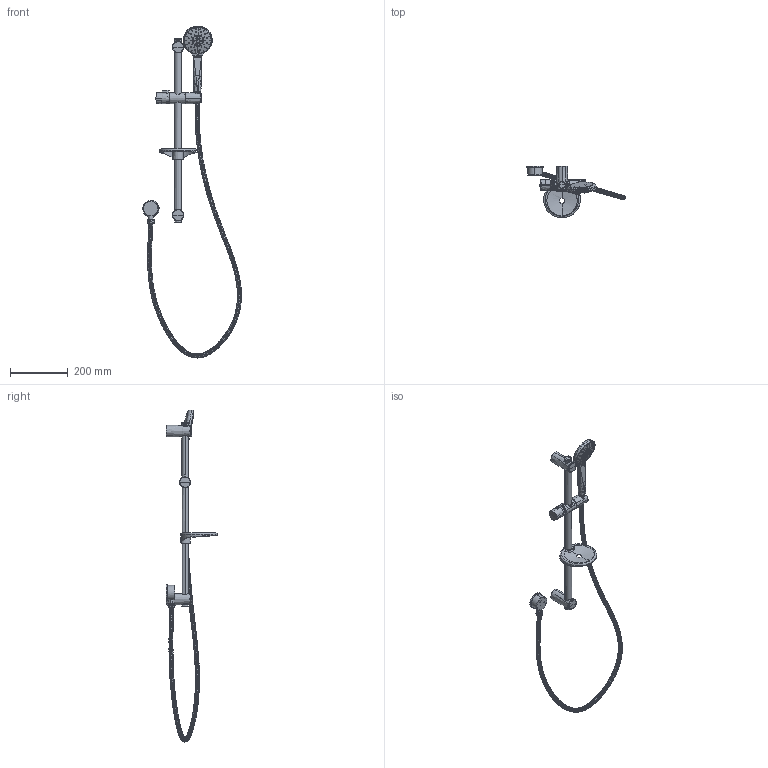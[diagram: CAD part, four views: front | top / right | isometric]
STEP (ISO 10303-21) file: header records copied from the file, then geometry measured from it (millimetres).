
FILE_DESCRIPTION(/* description */ (''),/* implementation_level */ '2;1');
FILE_NAME(/* name */ 'STEP - D712.XT.D25.05-RE_32558',/* time_stamp */ '2025-06-17T10:24:15+10:00',/* author */ (''),/* organization */ (''),/* preprocessor_version */ 'ST-DEVELOPER v16.5',/* originating_system */ 'Rhino 7.37',/* authorisation */ '');
FILE_SCHEMA (('AUTOMOTIVE_DESIGN'));
Products named in the file (1): Document
Bounding box: 340.91 x 178 x 1145.84 mm (x, y, z)
Volume: 872461.1 mm3; surface area: 618845.8 mm2
Topology: 61 solids, 62 shells, 7668 faces, 21034 edges, 13568 vertices
Faces by surface type: bspline 3467, cylinder 2166, plane 2035
Entity records: 766977 total; most frequent: CARTESIAN_POINT 640350, ORIENTED_EDGE 41814, EDGE_CURVE 20909, VERTEX_POINT 13564, B_SPLINE_CURVE_WITH_KNOTS 12920, EDGE_LOOP 8310, ADVANCED_FACE 7664, FACE_OUTER_BOUND 7664
